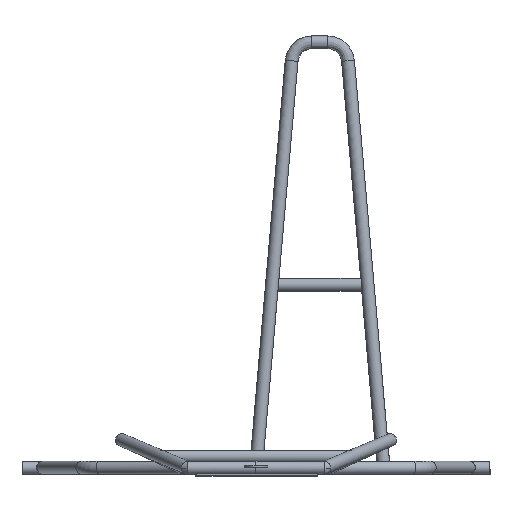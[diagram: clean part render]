
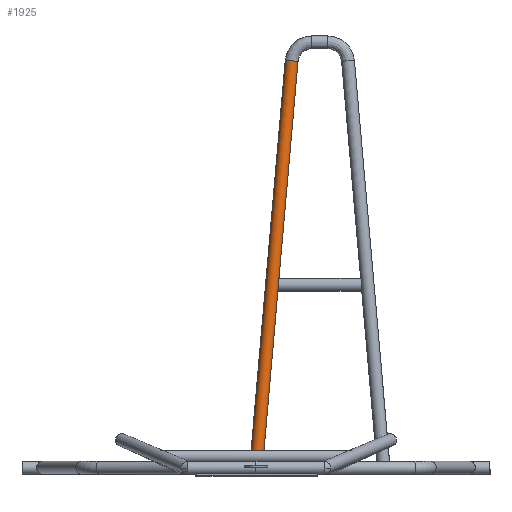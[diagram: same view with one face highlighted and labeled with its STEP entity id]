
A CAD part, left-side view. The second image highlights one B-rep face of the part: STEP entity #1925.
In plain terms, the highlighted cylindrical face has radius 15.87 mm (diameter 31.74 mm), a full revolution.
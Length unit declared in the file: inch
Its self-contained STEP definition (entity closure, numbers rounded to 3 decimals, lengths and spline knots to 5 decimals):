
#71=B_SPLINE_CURVE_WITH_KNOTS('',3,(#3622,#3623,#3624,#3625,#3626,#3627,
#3628),.UNSPECIFIED.,.F.,.F.,(4,3,4),(0.,1.68281,3.12388),
 .UNSPECIFIED.);
#160=ELLIPSE('',#2110,0.8836,0.6248);
#161=ELLIPSE('',#2111,1.60374,0.6248);
#162=ELLIPSE('',#2112,1.60374,0.6248);
#163=ELLIPSE('',#2113,0.67841,0.6248);
#164=ELLIPSE('',#2116,0.88361,0.6248);
#165=ELLIPSE('',#2117,0.88361,0.62481);
#265=LINE('',#3616,#365);
#266=LINE('',#3631,#366);
#365=VECTOR('',#2512,0.6248);
#366=VECTOR('',#2519,0.6248);
#458=CYLINDRICAL_SURFACE('',#2109,0.6248);
#508=FACE_OUTER_BOUND('',#590,.T.);
#590=EDGE_LOOP('',(#1444,#1445,#1446,#1447,#1448,#1449,#1450,#1451,#1452,
#1453,#1454,#1455,#1456));
#689=CIRCLE('',#2114,0.6248);
#690=CIRCLE('',#2115,0.6248);
#816=VERTEX_POINT('',#3612);
#817=VERTEX_POINT('',#3613);
#818=VERTEX_POINT('',#3615);
#819=VERTEX_POINT('',#3617);
#820=VERTEX_POINT('',#3619);
#821=VERTEX_POINT('',#3621);
#822=VERTEX_POINT('',#3630);
#823=VERTEX_POINT('',#3632);
#824=VERTEX_POINT('',#3635);
#1070=EDGE_CURVE('',#816,#817,#160,.T.);
#1071=EDGE_CURVE('',#817,#818,#265,.T.);
#1072=EDGE_CURVE('',#818,#819,#161,.T.);
#1073=EDGE_CURVE('',#819,#820,#162,.T.);
#1074=EDGE_CURVE('',#820,#821,#71,.T.);
#1075=EDGE_CURVE('',#818,#821,#163,.T.);
#1076=EDGE_CURVE('',#818,#822,#266,.T.);
#1077=EDGE_CURVE('',#823,#822,#689,.T.);
#1078=EDGE_CURVE('',#823,#822,#690,.T.);
#1079=EDGE_CURVE('',#824,#817,#164,.T.);
#1080=EDGE_CURVE('',#824,#816,#165,.T.);
#1444=ORIENTED_EDGE('',*,*,#1070,.T.);
#1445=ORIENTED_EDGE('',*,*,#1071,.T.);
#1446=ORIENTED_EDGE('',*,*,#1072,.T.);
#1447=ORIENTED_EDGE('',*,*,#1073,.T.);
#1448=ORIENTED_EDGE('',*,*,#1074,.T.);
#1449=ORIENTED_EDGE('',*,*,#1075,.F.);
#1450=ORIENTED_EDGE('',*,*,#1076,.T.);
#1451=ORIENTED_EDGE('',*,*,#1077,.F.);
#1452=ORIENTED_EDGE('',*,*,#1078,.T.);
#1453=ORIENTED_EDGE('',*,*,#1076,.F.);
#1454=ORIENTED_EDGE('',*,*,#1071,.F.);
#1455=ORIENTED_EDGE('',*,*,#1079,.F.);
#1456=ORIENTED_EDGE('',*,*,#1080,.T.);
#1925=ADVANCED_FACE('',(#508),#458,.T.);
#2109=AXIS2_PLACEMENT_3D('',#3611,#2508,#2509);
#2110=AXIS2_PLACEMENT_3D('',#3614,#2510,#2511);
#2111=AXIS2_PLACEMENT_3D('',#3618,#2513,#2514);
#2112=AXIS2_PLACEMENT_3D('',#3620,#2515,#2516);
#2113=AXIS2_PLACEMENT_3D('',#3629,#2517,#2518);
#2114=AXIS2_PLACEMENT_3D('',#3633,#2520,#2521);
#2115=AXIS2_PLACEMENT_3D('',#3634,#2522,#2523);
#2116=AXIS2_PLACEMENT_3D('',#3636,#2524,#2525);
#2117=AXIS2_PLACEMENT_3D('',#3637,#2526,#2527);
#2508=DIRECTION('center_axis',(0.,-0.087,
0.996));
#2509=DIRECTION('ref_axis',(0.,-0.996,-0.087));
#2510=DIRECTION('center_axis',(-0.707,-0.062,0.704));
#2511=DIRECTION('ref_axis',(0.707,-0.062,0.704));
#2512=DIRECTION('',(0.,-0.087,0.996));
#2513=DIRECTION('center_axis',(-0.921,0.034,-0.388));
#2514=DIRECTION('ref_axis',(0.39,0.08,-0.917));
#2515=DIRECTION('center_axis',(-0.921,0.034,-0.388));
#2516=DIRECTION('ref_axis',(0.39,0.08,-0.917));
#2517=DIRECTION('center_axis',(0.39,0.08,-0.917));
#2518=DIRECTION('ref_axis',(0.921,-0.034,0.388));
#2519=DIRECTION('',(0.,-0.087,0.996));
#2520=DIRECTION('center_axis',(0.,-0.087,
0.996));
#2521=DIRECTION('ref_axis',(0.,0.996,0.087));
#2522=DIRECTION('center_axis',(0.,0.087,
-0.996));
#2523=DIRECTION('ref_axis',(0.,0.996,0.087));
#2524=DIRECTION('center_axis',(-0.707,0.062,-0.704));
#2525=DIRECTION('ref_axis',(0.707,0.062,-0.704));
#2526=DIRECTION('center_axis',(0.707,-0.062,0.704));
#2527=DIRECTION('ref_axis',(0.707,0.062,-0.704));
#3611=CARTESIAN_POINT('Origin',(-18.43307,-1.72972,19.77082));
#3612=CARTESIAN_POINT('',(-18.43307,-0.62243,-0.05446));
#3613=CARTESIAN_POINT('',(-18.43307,0.62243,0.05446));
#3614=CARTESIAN_POINT('Origin',(-18.43307,0.,
0.));
#3615=CARTESIAN_POINT('',(-18.43307,-0.93671,17.87545));
#3616=CARTESIAN_POINT('',(-18.43307,-1.1073,19.82528));
#3617=CARTESIAN_POINT('',(-18.37862,-0.92786,17.747));
#3618=CARTESIAN_POINT('Origin',(-18.43307,-1.55913,17.82099));
#3619=CARTESIAN_POINT('',(-18.43307,-2.18156,17.76654));
#3620=CARTESIAN_POINT('Origin',(-18.43307,-1.55913,17.82099));
#3621=CARTESIAN_POINT('',(-18.37862,-2.1812,17.78969));
#3622=CARTESIAN_POINT('Ctrl Pts',(-18.43306,-2.18156,17.76654));
#3623=CARTESIAN_POINT('Ctrl Pts',(-18.42328,-2.18192,17.77067));
#3624=CARTESIAN_POINT('Ctrl Pts',(-18.41349,-2.18205,17.77481));
#3625=CARTESIAN_POINT('Ctrl Pts',(-18.40371,-2.18196,17.77897));
#3626=CARTESIAN_POINT('Ctrl Pts',(-18.39534,-2.18187,17.78253));
#3627=CARTESIAN_POINT('Ctrl Pts',(-18.38697,-2.18162,17.78611));
#3628=CARTESIAN_POINT('Ctrl Pts',(-18.37862,-2.1812,17.78969));
#3629=CARTESIAN_POINT('Origin',(-18.43307,-1.55913,17.82099));
#3630=CARTESIAN_POINT('',(-18.43307,-2.83702,39.5961));
#3631=CARTESIAN_POINT('',(-18.43307,-1.1073,19.82528));
#3632=CARTESIAN_POINT('',(-18.43307,-4.08187,39.48719));
#3633=CARTESIAN_POINT('Origin',(-18.43307,-3.45945,39.54165));
#3634=CARTESIAN_POINT('Origin',(-18.43307,-3.45945,39.54165));
#3635=CARTESIAN_POINT('',(-19.0555,0.,0.6248));
#3636=CARTESIAN_POINT('Origin',(-18.43307,0.,
0.));
#3637=CARTESIAN_POINT('Origin',(-18.43307,0.,0.));
